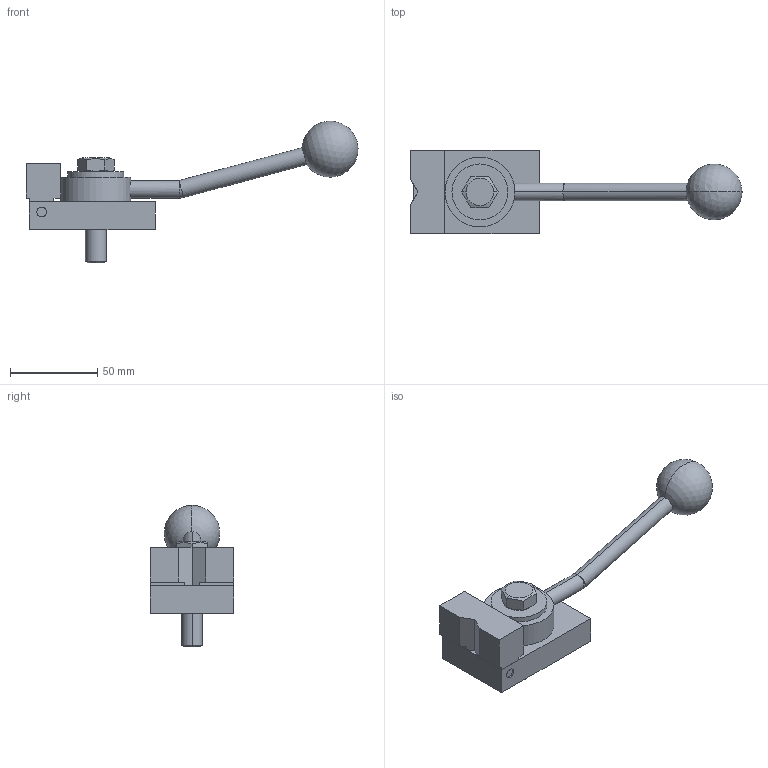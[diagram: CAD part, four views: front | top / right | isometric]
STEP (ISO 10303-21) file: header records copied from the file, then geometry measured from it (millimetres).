
FILE_DESCRIPTION(('STEP AP214'),'1');
FILE_NAME(' ',' ',('TraceParts'),('TraceParts S.A.'),'XStep 1.0',' ',' ');
FILE_SCHEMA(('automotive_design'));
Length unit declared in the file: millimetre
Products named in the file (4): 1; 2; 3; 4
Bounding box: 189.99 x 48 x 81 mm (x, y, z)
Volume: 123497.8 mm3; surface area: 30481.3 mm2
Topology: 4 solids, 4 shells, 78 faces, 178 edges, 111 vertices
Faces by surface type: plane 40, cylinder 20, cone 14, torus 2, sphere 2
Entity records: 4406 total; most frequent: CARTESIAN_POINT 504, DIRECTION 380, STYLED_ITEM 369, PRESENTATION_STYLE_ASSIGNMENT 369, COLOUR_RGB 369, ORIENTED_EDGE 352, EDGE_CURVE 176, CURVE_STYLE 176
